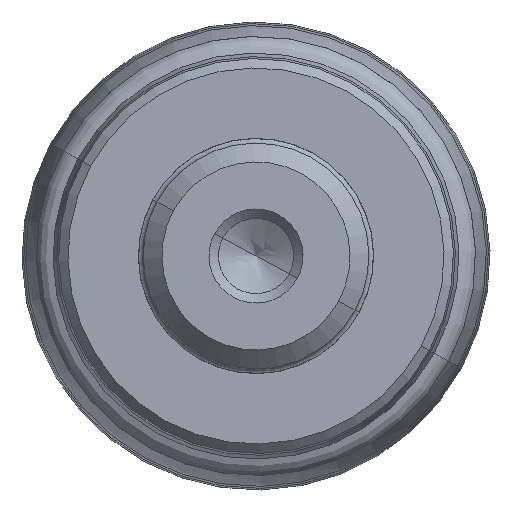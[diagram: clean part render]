
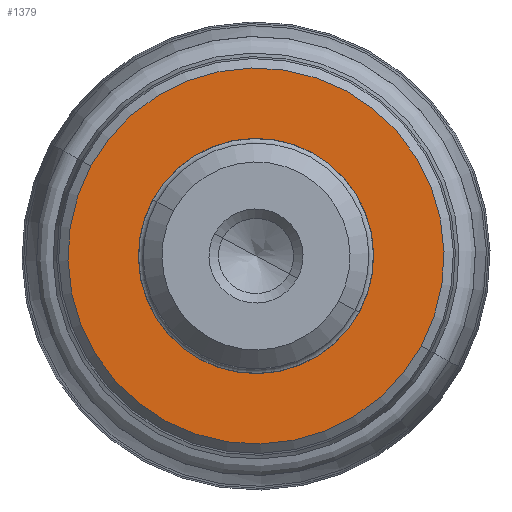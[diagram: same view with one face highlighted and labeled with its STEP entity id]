
A CAD part, left-side view. The second image highlights one B-rep face of the part: STEP entity #1379.
In plain terms, the highlighted planar face has unit normal (-1, 0, 0).
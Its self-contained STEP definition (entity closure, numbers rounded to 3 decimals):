
#962=CARTESIAN_POINT('Vertex',(22.001,8.845,4.803)) ;
#965=CARTESIAN_POINT('Axis2P3D Location',(22.001,0.07,0.009)) ;
#969=CARTESIAN_POINT('Vertex',(22.001,-8.706,-4.786)) ;
#984=CARTESIAN_POINT('Axis2P3D Location',(22.001,0.07,0.009)) ;
#1001=CARTESIAN_POINT('Axis2P3D Location',(22.001,0.07,0.009)) ;
#1005=CARTESIAN_POINT('Vertex',(22.001,5.559,3.007)) ;
#1007=CARTESIAN_POINT('Vertex',(22.001,-5.42,-2.99)) ;
#1036=CARTESIAN_POINT('Axis2P3D Location',(22.001,0.07,0.009)) ;
#1366=CARTESIAN_POINT('Axis2P3D Location',(22.001,6.325,0.009)) ;
#966=DIRECTION('Axis2P3D Direction',(1.,0.,-0.)) ;
#985=DIRECTION('Axis2P3D Direction',(1.,0.,-0.)) ;
#1002=DIRECTION('Axis2P3D Direction',(1.,0.,-0.)) ;
#1037=DIRECTION('Axis2P3D Direction',(1.,0.,-0.)) ;
#1367=DIRECTION('Axis2P3D Direction',(1.,0.,-0.)) ;
#1368=DIRECTION('Axis2P3D XDirection',(0.,1.,0.)) ;
#967=AXIS2_PLACEMENT_3D('Circle Axis2P3D',#965,#966,$) ;
#986=AXIS2_PLACEMENT_3D('Circle Axis2P3D',#984,#985,$) ;
#1003=AXIS2_PLACEMENT_3D('Circle Axis2P3D',#1001,#1002,$) ;
#1038=AXIS2_PLACEMENT_3D('Circle Axis2P3D',#1036,#1037,$) ;
#1369=AXIS2_PLACEMENT_3D('Plane Axis2P3D',#1366,#1367,#1368) ;
#1372=ORIENTED_EDGE('',*,*,#971,.F.) ;
#1373=ORIENTED_EDGE('',*,*,#988,.F.) ;
#1376=ORIENTED_EDGE('',*,*,#1040,.T.) ;
#1377=ORIENTED_EDGE('',*,*,#1009,.T.) ;
#1378=FACE_BOUND('',#1375,.T.) ;
#1379=ADVANCED_FACE('Hauptk\X2\00F6\X0\rper',(#1374,#1378),#1370,.F.) ;
#968=CIRCLE('generated circle',#967,10.) ;
#987=CIRCLE('generated circle',#986,10.) ;
#1004=CIRCLE('generated circle',#1003,6.255) ;
#1039=CIRCLE('generated circle',#1038,6.255) ;
#971=EDGE_CURVE('',#963,#970,#968,.T.) ;
#988=EDGE_CURVE('',#970,#963,#987,.T.) ;
#1009=EDGE_CURVE('',#1006,#1008,#1004,.T.) ;
#1040=EDGE_CURVE('',#1008,#1006,#1039,.T.) ;
#1371=EDGE_LOOP('',(#1372,#1373)) ;
#1375=EDGE_LOOP('',(#1376,#1377)) ;
#1374=FACE_OUTER_BOUND('',#1371,.T.) ;
#1370=PLANE('',#1369) ;
#963=VERTEX_POINT('',#962) ;
#970=VERTEX_POINT('',#969) ;
#1006=VERTEX_POINT('',#1005) ;
#1008=VERTEX_POINT('',#1007) ;
